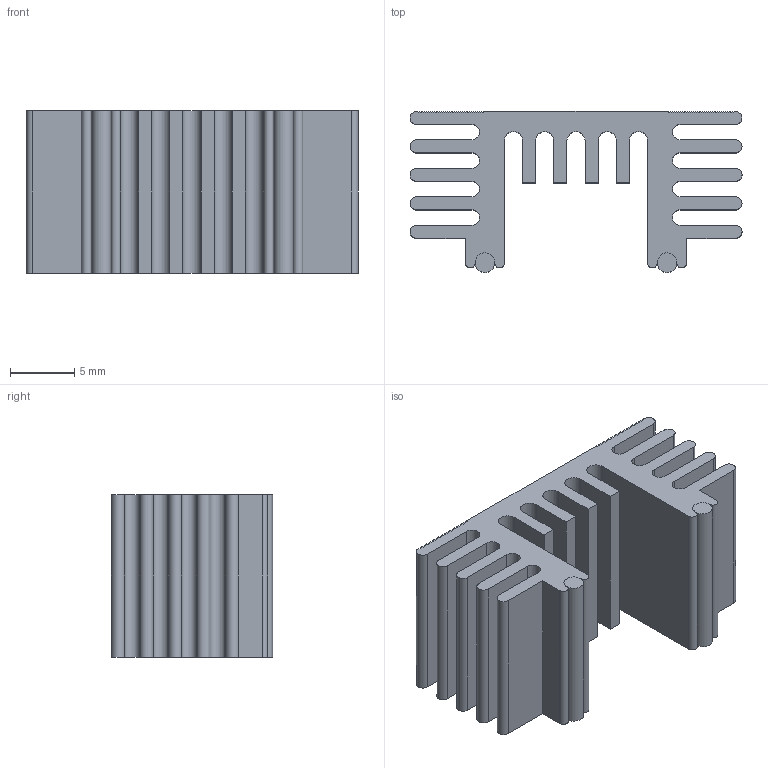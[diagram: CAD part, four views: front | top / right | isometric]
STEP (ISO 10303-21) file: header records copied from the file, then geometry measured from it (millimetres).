
FILE_DESCRIPTION((''),'2;1');
FILE_NAME('001_D_SERIES','2018-06-18T',('SYSTEM'),(''),'PRO/ENGINEER BY PARAMETRIC TECHNOLOGY CORPORATION, 2016360','PRO/ENGINEER BY PARAMETRIC TECHNOLOGY CORPORATION, 2016360','');
FILE_SCHEMA(('AUTOMOTIVE_DESIGN { 1 0 10303 214 1 1 1 1 }'));
Length unit declared in the file: inch
Products named in the file (1): 001_D_SERIES
Bounding box: 25.91 x 12.58 x 12.71 mm (x, y, z)
Volume: 1815.8 mm3; surface area: 3042.8 mm2
Topology: 1 solids, 1 shells, 214 faces, 636 edges, 424 vertices
Faces by surface type: plane 185, cylinder 29
Entity records: 11664 total; most frequent: CARTESIAN_POINT 1364, ORIENTED_EDGE 1272, DIRECTION 1110, PRESENTATION_STYLE_ASSIGNMENT 846, STYLED_ITEM 637, CURVE_STYLE 636, EDGE_CURVE 636, VECTOR 566
